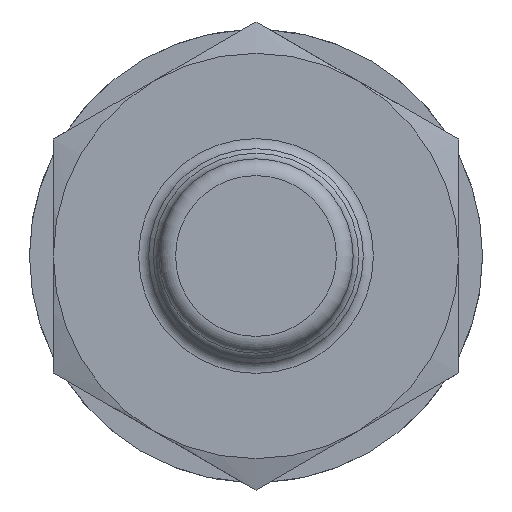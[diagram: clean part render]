
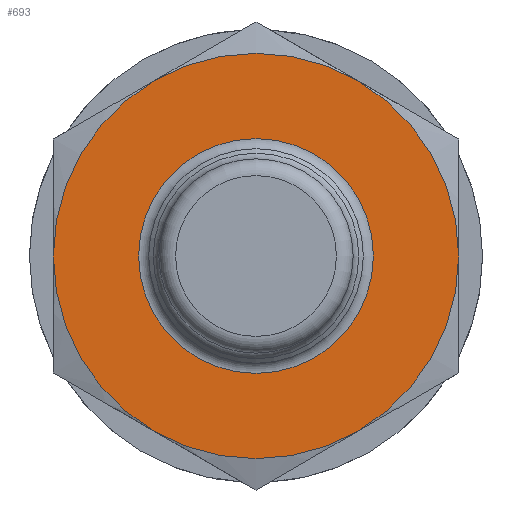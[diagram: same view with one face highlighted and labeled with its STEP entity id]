
A CAD part, left-side view. The second image highlights one B-rep face of the part: STEP entity #693.
In plain terms, the highlighted planar face has unit normal (-1, 0, 0).
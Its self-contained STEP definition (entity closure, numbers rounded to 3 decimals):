
#92=CARTESIAN_POINT('',(14.15,4.25,-7.361));
#93=VERTEX_POINT('',#92);
#107=CARTESIAN_POINT('',(14.15,8.5,0.0));
#108=VERTEX_POINT('',#107);
#109=CARTESIAN_POINT('',(14.15,0.0,0.0));
#110=DIRECTION('',(1.0,0.0,0.0));
#111=DIRECTION('',(0.0,1.0,0.0));
#112=AXIS2_PLACEMENT_3D('',#109,#110,#111);
#113=CIRCLE('',#112,8.5);
#114=EDGE_CURVE('',#93,#108,#113,.T.);
#282=CARTESIAN_POINT('',(14.15,-4.25,-7.361));
#283=VERTEX_POINT('',#282);
#297=CARTESIAN_POINT('',(14.15,0.0,0.0));
#298=DIRECTION('',(1.0,0.0,0.0));
#299=DIRECTION('',(0.0,1.0,0.0));
#300=AXIS2_PLACEMENT_3D('',#297,#298,#299);
#301=CIRCLE('',#300,8.5);
#302=EDGE_CURVE('',#283,#93,#301,.T.);
#327=CARTESIAN_POINT('',(14.15,-8.5,0.));
#328=VERTEX_POINT('',#327);
#342=CARTESIAN_POINT('',(14.15,0.0,0.0));
#343=DIRECTION('',(1.0,0.0,0.0));
#344=DIRECTION('',(0.0,1.0,0.0));
#345=AXIS2_PLACEMENT_3D('',#342,#343,#344);
#346=CIRCLE('',#345,8.5);
#347=EDGE_CURVE('',#328,#283,#346,.T.);
#372=CARTESIAN_POINT('',(14.15,-4.25,7.361));
#373=VERTEX_POINT('',#372);
#387=CARTESIAN_POINT('',(14.15,0.0,0.0));
#388=DIRECTION('',(1.0,0.0,0.0));
#389=DIRECTION('',(0.0,1.0,0.0));
#390=AXIS2_PLACEMENT_3D('',#387,#388,#389);
#391=CIRCLE('',#390,8.5);
#392=EDGE_CURVE('',#373,#328,#391,.T.);
#417=CARTESIAN_POINT('',(14.15,4.25,7.361));
#418=VERTEX_POINT('',#417);
#432=CARTESIAN_POINT('',(14.15,0.0,0.0));
#433=DIRECTION('',(1.0,0.0,0.0));
#434=DIRECTION('',(0.0,1.0,0.0));
#435=AXIS2_PLACEMENT_3D('',#432,#433,#434);
#436=CIRCLE('',#435,8.5);
#437=EDGE_CURVE('',#418,#373,#436,.T.);
#461=CARTESIAN_POINT('',(14.15,0.0,0.0));
#462=DIRECTION('',(1.0,0.0,0.0));
#463=DIRECTION('',(0.0,1.0,0.0));
#464=AXIS2_PLACEMENT_3D('',#461,#462,#463);
#465=CIRCLE('',#464,8.5);
#466=EDGE_CURVE('',#108,#418,#465,.T.);
#669=CARTESIAN_POINT('',(14.15,6.463,0.0));
#670=DIRECTION('',(-1.0,0.0,0.0));
#671=DIRECTION('',(0.0,0.0,1.0));
#672=AXIS2_PLACEMENT_3D('',#669,#670,#671);
#673=PLANE('',#672);
#674=ORIENTED_EDGE('',*,*,#466,.F.);
#675=ORIENTED_EDGE('',*,*,#114,.F.);
#676=ORIENTED_EDGE('',*,*,#302,.F.);
#677=ORIENTED_EDGE('',*,*,#347,.F.);
#678=ORIENTED_EDGE('',*,*,#392,.F.);
#679=ORIENTED_EDGE('',*,*,#437,.F.);
#680=EDGE_LOOP('',(#674,#675,#676,#677,#678,#679));
#681=FACE_OUTER_BOUND('',#680,.T.);
#682=CARTESIAN_POINT('',(14.15,4.925,0.));
#683=VERTEX_POINT('',#682);
#684=CARTESIAN_POINT('',(14.15,0.0,0.0));
#685=DIRECTION('',(-1.0,0.0,0.0));
#686=DIRECTION('',(0.0,-1.0,0.0));
#687=AXIS2_PLACEMENT_3D('',#684,#685,#686);
#688=CIRCLE('',#687,4.925);
#689=EDGE_CURVE('',#683,#683,#688,.T.);
#690=ORIENTED_EDGE('',*,*,#689,.F.);
#691=EDGE_LOOP('',(#690));
#692=FACE_BOUND('',#691,.T.);
#693=ADVANCED_FACE('',(#681,#692),#673,.T.);
